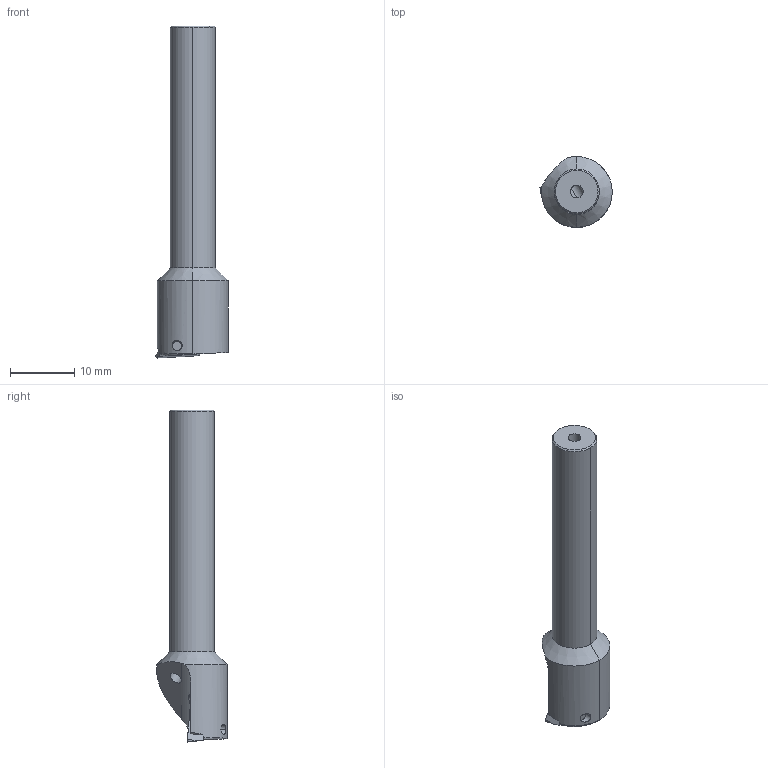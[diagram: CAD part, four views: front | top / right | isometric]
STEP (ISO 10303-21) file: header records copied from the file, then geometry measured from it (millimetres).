
FILE_DESCRIPTION(('no description'),'unknown implementation level');
FILE_NAME('4D8FB37B-875E-40AF-A76F-6BAA4B0755D4_export.stp',' ',('CIMSOURCE GmbH'),('CADClick - KiM GmbH - www.kimweb.de'),'unknown preprocess','ACIS','unknown authorization');
FILE_SCHEMA(('automotive_design'));
Length unit declared in the file: millimetre
Products named in the file (3): 615.511 Kaiser E12 TP07 x 52HM|694.103 Kaiser ETL M2x4.8 T6 IP 10S;Kreismuster1; 615.511 Kaiser E12 TP07 x 52HM|651.735 Kaiser TPGT 070203 K10C;Kombinieren1; 615.511 Kaiser E12 TP07 x 52HM|615.511 Kaiser E12 TP07 x 52HM;Schnitt-Rotation4
Bounding box: 11.25 x 11 x 51.6 mm (x, y, z)
Volume: 2160.4 mm3; surface area: 1797.4 mm2
Topology: 3 solids, 3 shells, 100 faces, 253 edges, 154 vertices
Faces by surface type: cylinder 39, plane 28, cone 25, torus 8
Entity records: 5956 total; most frequent: CARTESIAN_POINT 687, DIRECTION 526, STYLED_ITEM 505, PRESENTATION_STYLE_ASSIGNMENT 505, COLOUR_RGB 505, ORIENTED_EDGE 496, EDGE_CURVE 248, CURVE_STYLE 248
